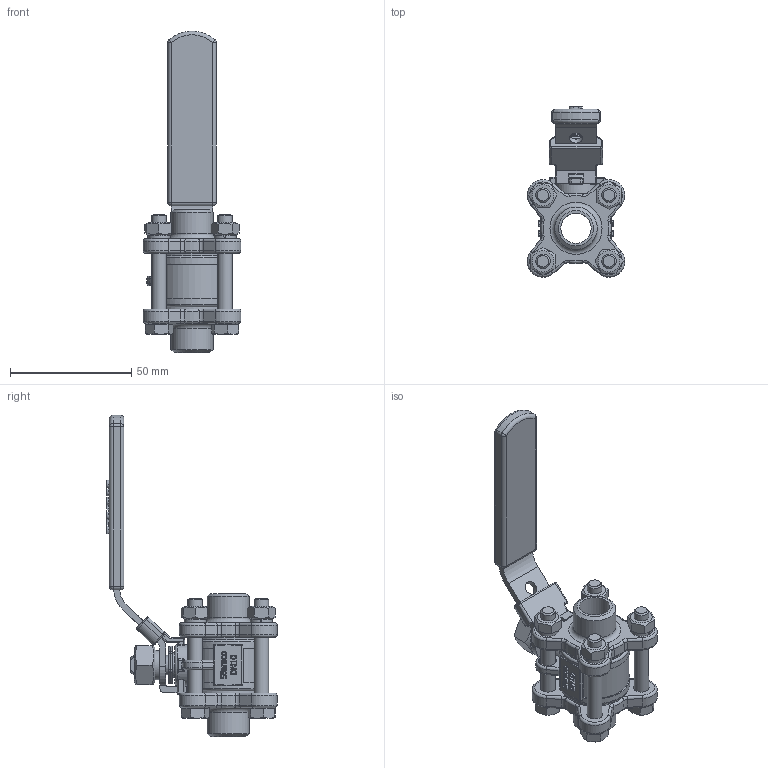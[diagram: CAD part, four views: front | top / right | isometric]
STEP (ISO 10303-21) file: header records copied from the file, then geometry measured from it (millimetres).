
FILE_DESCRIPTION(/* description */ ('791010'),/* implementation_level */ '2;1');
FILE_NAME(/* name */ '791010.stp',/* time_stamp */ '2019-10-01T14:25:15+02:00',/* author */ ('jmorand'),/* organization */ ('Sferaco'),/* preprocessor_version */ 'ST-DEVELOPER v18',/* originating_system */ 'Autodesk Inventor 2020',/* authorisation */ '');
FILE_SCHEMA (('AUTOMOTIVE_DESIGN { 1 0 10303 214 3 1 1 }'));
Length unit declared in the file: millimetre
Products named in the file (1): 791010C_ens_Shrinkwrap_1
Bounding box: 40.22 x 70.11 x 132.45 mm (x, y, z)
Volume: 50799.9 mm3; surface area: 36538 mm2
Topology: 22 solids, 22 shells, 1192 faces, 2988 edges, 1882 vertices
Faces by surface type: plane 483, bspline 281, cylinder 248, torus 102, cone 52, sphere 26
Full cylindrical faces by diameter (mm): 4.917 x4, 5.5 x1, 6 x4, 6.5 x8, 7 x1, 8 x2, 8.376 x2, 10 x5, 12.5 x3, 17.5 x2, 27 x2, 29 x2
Entity records: 40128 total; most frequent: CARTESIAN_POINT 12169, ORIENTED_EDGE 5960, DIRECTION 4836, EDGE_CURVE 2980, VERTEX_POINT 1882, AXIS2_PLACEMENT_3D 1686, LINE 1464, VECTOR 1464
